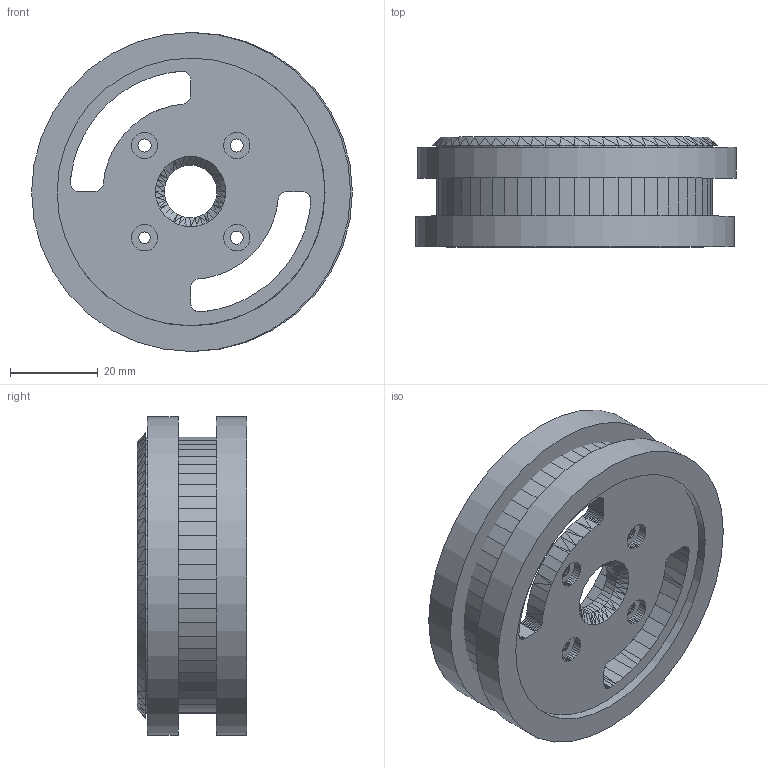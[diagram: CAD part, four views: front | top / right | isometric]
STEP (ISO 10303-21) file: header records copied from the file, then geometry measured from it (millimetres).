
FILE_DESCRIPTION(('FreeCAD Model'),'2;1');
FILE_NAME('Open CASCADE Shape Model','2025-02-27T20:41:35',('Author'),( ''),'Open CASCADE STEP processor 7.8','FreeCAD','Unknown');
FILE_SCHEMA(('AUTOMOTIVE_DESIGN { 1 0 10303 214 1 1 1 1 }'));
Length unit declared in the file: millimetre
Products named in the file (9): Unnamed; Body; Body001; Body002; BaseFeature; Pad; Sketch001; Pad001; Sketch003
Assembly tree (8 placements, depth 2):
  Unnamed
    Body
    Body001
    Body002
    BaseFeature
    Pad
    Sketch001
    Pad001
    Sketch003
Bounding box: 73.11 x 25 x 72.68 mm (x, y, z)
Volume: 85343.2 mm3; surface area: 49463.4 mm2
Topology: 6 solids, 6 shells, 2386 faces, 5394 edges, 3030 vertices
Faces by surface type: plane 2378, cylinder 8
Full cylindrical faces by diameter (mm): 61.04 x4, 72.679 x4
Entity records: 63287 total; most frequent: CARTESIAN_POINT 10823, ORIENTED_EDGE 10780, DIRECTION 10204, EDGE_CURVE 5390, LINE 5374, VECTOR 5374, VERTEX_POINT 3026, FACE_BOUND 2432
